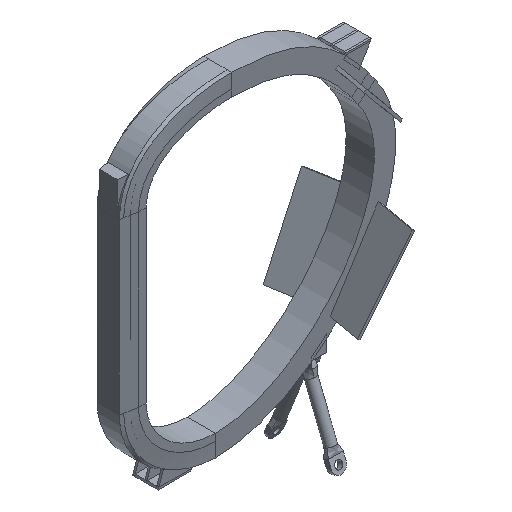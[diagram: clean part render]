
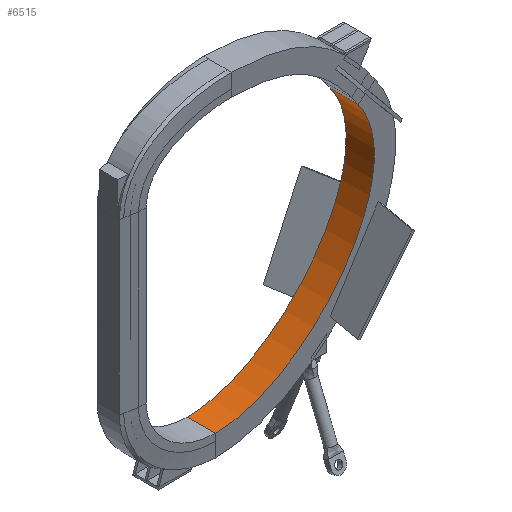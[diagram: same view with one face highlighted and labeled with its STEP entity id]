
A CAD part, isometric view. The second image highlights one B-rep face of the part: STEP entity #6515.
In plain terms, the highlighted free-form (B-spline) face has degree [1, 3] with [2, 4] control points.
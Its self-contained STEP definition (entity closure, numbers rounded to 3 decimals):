
#1688 = PLANE('',#1689);
#1689 = AXIS2_PLACEMENT_3D('',#1690,#1691,#1692);
#1690 = CARTESIAN_POINT('',(13480.531,-701.587,
    -3227.546));
#1691 = DIRECTION('',(0.,1.,0.));
#1692 = DIRECTION('',(0.824,0.,-0.566
    ));
#1768 = PLANE('',#1769);
#1769 = AXIS2_PLACEMENT_3D('',#1770,#1771,#1772);
#1770 = CARTESIAN_POINT('',(13480.531,701.587,
    -3227.546));
#1771 = DIRECTION('',(0.,-1.,0.));
#1772 = DIRECTION('',(-0.824,0.,0.566
    ));
#4563 = EDGE_CURVE('',#4564,#4566,#4568,.T.);
#4564 = VERTEX_POINT('',#4565);
#4565 = CARTESIAN_POINT('',(14932.072,-701.587,
    3221.573));
#4566 = VERTEX_POINT('',#4567);
#4567 = CARTESIAN_POINT('',(7799.248,-701.587,
    -7435.786));
#4568 = SURFACE_CURVE('',#4569,(#4574,#4582),.PCURVE_S1.);
#4569 = B_SPLINE_CURVE_WITH_KNOTS('',3,(#4570,#4571,#4572,#4573),
  .UNSPECIFIED.,.F.,.F.,(4,4),(0.,1.),.PIECEWISE_BEZIER_KNOTS.);
#4570 = CARTESIAN_POINT('',(14932.072,-701.587,
    3221.573));
#4571 = CARTESIAN_POINT('',(17762.093,-701.587,
    -666.572));
#4572 = CARTESIAN_POINT('',(12608.27,-701.587,
    -7435.786));
#4573 = CARTESIAN_POINT('',(7799.248,-701.587,
    -7435.786));
#4574 = PCURVE('',#1688,#4575);
#4575 = DEFINITIONAL_REPRESENTATION('',(#4576),#4581);
#4576 = B_SPLINE_CURVE_WITH_KNOTS('',3,(#4577,#4578,#4579,#4580),
  .UNSPECIFIED.,.F.,.F.,(4,4),(0.,1.),.PIECEWISE_BEZIER_KNOTS.);
#4577 = CARTESIAN_POINT('',(-2455.609,-6137.434));
#4578 = CARTESIAN_POINT('',(2078.705,-4535.345));
#4579 = CARTESIAN_POINT('',(1664.1,3962.435));
#4580 = CARTESIAN_POINT('',(-2299.567,6685.675));
#4581 = ( GEOMETRIC_REPRESENTATION_CONTEXT(2) 
PARAMETRIC_REPRESENTATION_CONTEXT() REPRESENTATION_CONTEXT('2D SPACE',''
  ) );
#4582 = PCURVE('',#4583,#4592);
#4583 = B_SPLINE_SURFACE_WITH_KNOTS('',1,3,(
    (#4584,#4585,#4586,#4587)
    ,(#4588,#4589,#4590,#4591
    )),.UNSPECIFIED.,.F.,.F.,.F.,(2,2),(4,4),(1.,2.),(0.,1.),
  .PIECEWISE_BEZIER_KNOTS.);
#4584 = CARTESIAN_POINT('',(14932.072,701.587,
    3221.573));
#4585 = CARTESIAN_POINT('',(17762.093,701.587,
    -666.572));
#4586 = CARTESIAN_POINT('',(12608.27,701.587,
    -7435.786));
#4587 = CARTESIAN_POINT('',(7799.248,701.587,
    -7435.786));
#4588 = CARTESIAN_POINT('',(14932.072,-701.587,
    3221.573));
#4589 = CARTESIAN_POINT('',(17762.093,-701.587,
    -666.572));
#4590 = CARTESIAN_POINT('',(12608.27,-701.587,
    -7435.786));
#4591 = CARTESIAN_POINT('',(7799.248,-701.587,
    -7435.786));
#4592 = DEFINITIONAL_REPRESENTATION('',(#4593),#4596);
#4593 = B_SPLINE_CURVE_WITH_KNOTS('',1,(#4594,#4595),.UNSPECIFIED.,.F.,
  .F.,(2,2),(0.,1.),.PIECEWISE_BEZIER_KNOTS.);
#4594 = CARTESIAN_POINT('',(2.,0.));
#4595 = CARTESIAN_POINT('',(2.,1.));
#4596 = ( GEOMETRIC_REPRESENTATION_CONTEXT(2) 
PARAMETRIC_REPRESENTATION_CONTEXT() REPRESENTATION_CONTEXT('2D SPACE',''
  ) );
#5577 = VERTEX_POINT('',#5578);
#5578 = CARTESIAN_POINT('',(14932.072,701.587,
    3221.573));
#5601 = EDGE_CURVE('',#5577,#5602,#5604,.T.);
#5602 = VERTEX_POINT('',#5603);
#5603 = CARTESIAN_POINT('',(7799.248,701.587,
    -7435.786));
#5604 = SURFACE_CURVE('',#5605,(#5623,#5644),.PCURVE_S1.);
#5605 = B_SPLINE_CURVE_WITH_KNOTS('',9,(#5606,#5607,#5608,#5609,#5610,
    #5611,#5612,#5613,#5614,#5615,#5616,#5617,#5618,#5619,#5620,#5621,
    #5622),.UNSPECIFIED.,.F.,.F.,(10,7,10),(0.,0.5,1.),.UNSPECIFIED.);
#5606 = CARTESIAN_POINT('',(14932.072,701.587,
    3221.573));
#5607 = CARTESIAN_POINT('',(15403.742,701.587,
    2573.549));
#5608 = CARTESIAN_POINT('',(15709.082,701.587,
    1865.502));
#5609 = CARTESIAN_POINT('',(15860.486,701.587,
    1111.794));
#5610 = CARTESIAN_POINT('',(15870.347,701.587,
    326.785));
#5611 = CARTESIAN_POINT('',(15751.06,701.587,
    -475.165));
#5612 = CARTESIAN_POINT('',(15515.018,701.587,
    -1279.695));
#5613 = CARTESIAN_POINT('',(15174.615,701.587,
    -2072.445));
#5614 = CARTESIAN_POINT('',(14309.874,701.587,
    -3605.663));
#5615 = CARTESIAN_POINT('',(13126.84,701.587,
    -4976.874));
#5616 = CARTESIAN_POINT('',(12468.144,701.587,
    -5607.618));
#5617 = CARTESIAN_POINT('',(11754.661,701.587,
    -6169.139));
#5618 = CARTESIAN_POINT('',(10998.787,701.587,
    -6647.077));
#5619 = CARTESIAN_POINT('',(10212.915,701.587,
    -7027.071));
#5620 = CARTESIAN_POINT('',(9409.438,701.587,
    -7294.761));
#5621 = CARTESIAN_POINT('',(8600.751,701.587,
    -7435.786));
#5622 = CARTESIAN_POINT('',(7799.248,701.587,
    -7435.786));
#5623 = PCURVE('',#1768,#5624);
#5624 = DEFINITIONAL_REPRESENTATION('',(#5625),#5643);
#5625 = B_SPLINE_CURVE_WITH_KNOTS('',9,(#5626,#5627,#5628,#5629,#5630,
    #5631,#5632,#5633,#5634,#5635,#5636,#5637,#5638,#5639,#5640,#5641,
    #5642),.UNSPECIFIED.,.F.,.F.,(10,7,10),(0.,0.5,1.),.UNSPECIFIED.);
#5626 = CARTESIAN_POINT('',(2455.609,-6137.434));
#5627 = CARTESIAN_POINT('',(1699.89,-5870.419));
#5628 = CARTESIAN_POINT('',(1047.273,-5459.744));
#5629 = CARTESIAN_POINT('',(495.676,-4924.263));
#5630 = CARTESIAN_POINT('',(43.015,-4282.831));
#5631 = CARTESIAN_POINT('',(-312.793,-3554.302));
#5632 = CARTESIAN_POINT('',(-573.83,-2757.531));
#5633 = CARTESIAN_POINT('',(-742.181,-1911.373));
#5634 = CARTESIAN_POINT('',(-897.676,-157.989));
#5635 = CARTESIAN_POINT('',(-699.087,1642.109));
#5636 = CARTESIAN_POINT('',(-513.356,2534.982));
#5637 = CARTESIAN_POINT('',(-243.27,3401.825));
#5638 = CARTESIAN_POINT('',(109.088,4223.783));
#5639 = CARTESIAN_POINT('',(541.633,4982.001));
#5640 = CARTESIAN_POINT('',(1052.283,5657.626));
#5641 = CARTESIAN_POINT('',(1638.956,6231.802));
#5642 = CARTESIAN_POINT('',(2299.567,6685.675));
#5643 = ( GEOMETRIC_REPRESENTATION_CONTEXT(2) 
PARAMETRIC_REPRESENTATION_CONTEXT() REPRESENTATION_CONTEXT('2D SPACE',''
  ) );
#5644 = PCURVE('',#4583,#5645);
#5645 = DEFINITIONAL_REPRESENTATION('',(#5646),#5649);
#5646 = B_SPLINE_CURVE_WITH_KNOTS('',1,(#5647,#5648),.UNSPECIFIED.,.F.,
  .F.,(2,2),(0.,1.),.PIECEWISE_BEZIER_KNOTS.);
#5647 = CARTESIAN_POINT('',(1.,0.));
#5648 = CARTESIAN_POINT('',(1.,1.));
#5649 = ( GEOMETRIC_REPRESENTATION_CONTEXT(2) 
PARAMETRIC_REPRESENTATION_CONTEXT() REPRESENTATION_CONTEXT('2D SPACE',''
  ) );
#6515 = ADVANCED_FACE('',(#6516),#4583,.F.);
#6516 = FACE_BOUND('',#6517,.F.);
#6517 = EDGE_LOOP('',(#6518,#6519,#6542,#6543));
#6518 = ORIENTED_EDGE('',*,*,#5601,.F.);
#6519 = ORIENTED_EDGE('',*,*,#6520,.T.);
#6520 = EDGE_CURVE('',#5577,#4564,#6521,.T.);
#6521 = SURFACE_CURVE('',#6522,(#6525,#6531),.PCURVE_S1.);
#6522 = B_SPLINE_CURVE_WITH_KNOTS('',1,(#6523,#6524),.UNSPECIFIED.,.F.,
  .F.,(2,2),(1.,2.),.PIECEWISE_BEZIER_KNOTS.);
#6523 = CARTESIAN_POINT('',(14932.072,701.587,
    3221.573));
#6524 = CARTESIAN_POINT('',(14932.072,-701.587,
    3221.573));
#6525 = PCURVE('',#4583,#6526);
#6526 = DEFINITIONAL_REPRESENTATION('',(#6527),#6530);
#6527 = B_SPLINE_CURVE_WITH_KNOTS('',1,(#6528,#6529),.UNSPECIFIED.,.F.,
  .F.,(2,2),(1.,2.),.PIECEWISE_BEZIER_KNOTS.);
#6528 = CARTESIAN_POINT('',(1.,0.));
#6529 = CARTESIAN_POINT('',(2.,0.));
#6530 = ( GEOMETRIC_REPRESENTATION_CONTEXT(2) 
PARAMETRIC_REPRESENTATION_CONTEXT() REPRESENTATION_CONTEXT('2D SPACE',''
  ) );
#6531 = PCURVE('',#6532,#6537);
#6532 = PLANE('',#6533);
#6533 = AXIS2_PLACEMENT_3D('',#6534,#6535,#6536);
#6534 = CARTESIAN_POINT('',(14760.374,0.,3457.466));
#6535 = DIRECTION('',(0.809,-0.,0.588));
#6536 = DIRECTION('',(-0.,-1.,0.));
#6537 = DEFINITIONAL_REPRESENTATION('',(#6538),#6541);
#6538 = B_SPLINE_CURVE_WITH_KNOTS('',1,(#6539,#6540),.UNSPECIFIED.,.F.,
  .F.,(2,2),(1.,2.),.PIECEWISE_BEZIER_KNOTS.);
#6539 = CARTESIAN_POINT('',(-701.587,291.763));
#6540 = CARTESIAN_POINT('',(701.587,291.763));
#6541 = ( GEOMETRIC_REPRESENTATION_CONTEXT(2) 
PARAMETRIC_REPRESENTATION_CONTEXT() REPRESENTATION_CONTEXT('2D SPACE',''
  ) );
#6542 = ORIENTED_EDGE('',*,*,#4563,.T.);
#6543 = ORIENTED_EDGE('',*,*,#6544,.F.);
#6544 = EDGE_CURVE('',#5602,#4566,#6545,.T.);
#6545 = SURFACE_CURVE('',#6546,(#6549,#6555),.PCURVE_S1.);
#6546 = B_SPLINE_CURVE_WITH_KNOTS('',1,(#6547,#6548),.UNSPECIFIED.,.F.,
  .F.,(2,2),(1.,2.),.PIECEWISE_BEZIER_KNOTS.);
#6547 = CARTESIAN_POINT('',(7799.248,701.587,
    -7435.786));
#6548 = CARTESIAN_POINT('',(7799.248,-701.587,
    -7435.786));
#6549 = PCURVE('',#4583,#6550);
#6550 = DEFINITIONAL_REPRESENTATION('',(#6551),#6554);
#6551 = B_SPLINE_CURVE_WITH_KNOTS('',1,(#6552,#6553),.UNSPECIFIED.,.F.,
  .F.,(2,2),(1.,2.),.PIECEWISE_BEZIER_KNOTS.);
#6552 = CARTESIAN_POINT('',(1.,1.));
#6553 = CARTESIAN_POINT('',(2.,1.));
#6554 = ( GEOMETRIC_REPRESENTATION_CONTEXT(2) 
PARAMETRIC_REPRESENTATION_CONTEXT() REPRESENTATION_CONTEXT('2D SPACE',''
  ) );
#6555 = PCURVE('',#6556,#6565);
#6556 = B_SPLINE_SURFACE_WITH_KNOTS('',1,3,(
    (#6557,#6558,#6559,#6560)
    ,(#6561,#6562,#6563,#6564
    )),.UNSPECIFIED.,.F.,.F.,.F.,(2,2),(4,4),(2.,3.),(0.,1.),
  .PIECEWISE_BEZIER_KNOTS.);
#6557 = CARTESIAN_POINT('',(7799.248,-701.587,
    -7435.786));
#6558 = CARTESIAN_POINT('',(6079.401,-701.587,
    -7435.786));
#6559 = CARTESIAN_POINT('',(4361.28,-701.587,
    -6120.155));
#6560 = CARTESIAN_POINT('',(4361.28,-701.587,
    -4400.308));
#6561 = CARTESIAN_POINT('',(7799.248,701.587,
    -7435.786));
#6562 = CARTESIAN_POINT('',(6079.401,701.587,
    -7435.786));
#6563 = CARTESIAN_POINT('',(4361.28,701.587,
    -6120.155));
#6564 = CARTESIAN_POINT('',(4361.28,701.587,
    -4400.308));
#6565 = DEFINITIONAL_REPRESENTATION('',(#6566),#6569);
#6566 = B_SPLINE_CURVE_WITH_KNOTS('',1,(#6567,#6568),.UNSPECIFIED.,.F.,
  .F.,(2,2),(1.,2.),.PIECEWISE_BEZIER_KNOTS.);
#6567 = CARTESIAN_POINT('',(3.,0.));
#6568 = CARTESIAN_POINT('',(2.,0.));
#6569 = ( GEOMETRIC_REPRESENTATION_CONTEXT(2) 
PARAMETRIC_REPRESENTATION_CONTEXT() REPRESENTATION_CONTEXT('2D SPACE',''
  ) );
